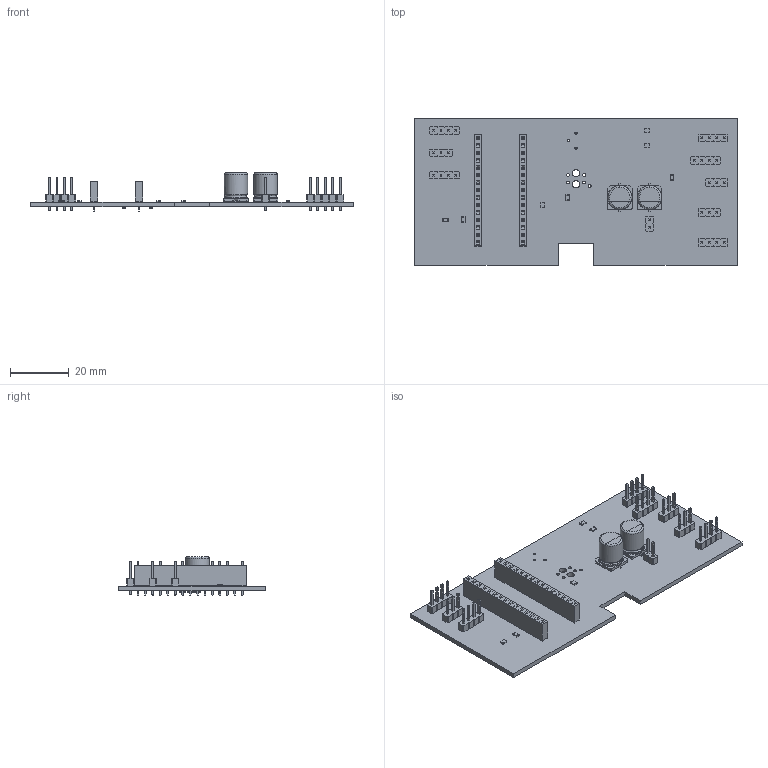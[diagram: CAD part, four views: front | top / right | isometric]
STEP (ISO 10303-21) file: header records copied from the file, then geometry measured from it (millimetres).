
FILE_DESCRIPTION(('KiCad electronic assembly'),'2;1');
FILE_NAME('OpenCatFlap.step','2024-03-27T18:41:36',('Pcbnew'),('Kicad'), 'Open CASCADE STEP processor 7.7','KiCad to STEP converter','Unknown' );
FILE_SCHEMA(('AUTOMOTIVE_DESIGN { 1 0 10303 214 1 1 1 1 }'));
Length unit declared in the file: millimetre
Products named in the file (14): OpenCatFlap 1; R_0805_2012Metric; SOLID; PinHeader_1x04_P2.54mm_Vertical; CP_Elec_8x10; PinHeader_1x03_P2.54mm_Vertical; PinSocket_1x15_P2.54mm_Vertical; PinHeader_1x02_P2.54mm_Vertical; OpenCatFlap PCB
Assembly tree (30 placements, depth 3):
  OpenCatFlap 1
    R_0805_2012Metric  x10
      SOLID
    PinHeader_1x04_P2.54mm_Vertical  x5
      SOLID
    CP_Elec_8x10  x2
      SOLID
    PinHeader_1x03_P2.54mm_Vertical  x3
      SOLID
    PinSocket_1x15_P2.54mm_Vertical  x2
      SOLID
    PinHeader_1x02_P2.54mm_Vertical
      SOLID
    OpenCatFlap PCB
Bounding box: 110 x 50 x 13.1 mm (x, y, z)
Volume: 11450.2 mm3; surface area: 16321 mm2
Topology: 24 solids, 24 shells, 2153 faces, 5423 edges, 3472 vertices
Faces by surface type: plane 1968, cylinder 171, torus 8, bspline 4, revolution 2
Full cylindrical faces by diameter (mm): 0.762 x3, 0.991 x5, 1 x61, 2.489 x2, 8 x4
Entity records: 60260 total; most frequent: CARTESIAN_POINT 10108, DIRECTION 8289, LINE 6136, VECTOR 6136, ORIENTED_EDGE 4344, PCURVE 4344, DEFINITIONAL_REPRESENTATION 4344, EDGE_CURVE 2172
